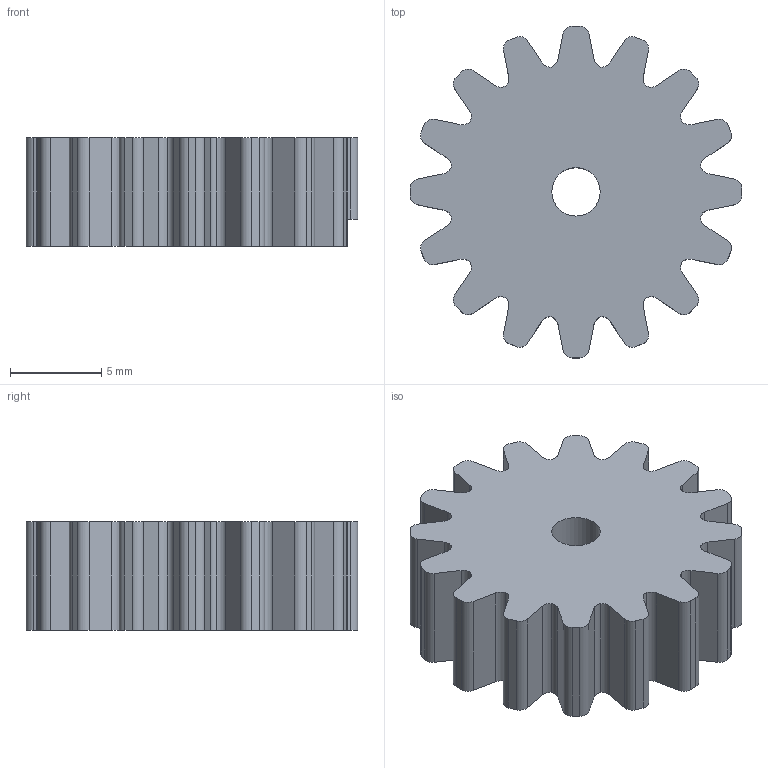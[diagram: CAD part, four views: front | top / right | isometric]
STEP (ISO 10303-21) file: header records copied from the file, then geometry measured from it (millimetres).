
FILE_DESCRIPTION(/* description */ (''),/* implementation_level */ '2;1');
FILE_NAME(/* name */ 'Arm_linear_pinion_gear.step',/* time_stamp */ '2023-03-16T20:11:00+01:00',/* author */ (''),/* organization */ (''),/* preprocessor_version */ 'ST-DEVELOPER v19.2',/* originating_system */ 'Autodesk Translation Framework v11.17.0.187',/* authorisation */ '');
FILE_SCHEMA (('AUTOMOTIVE_DESIGN { 1 0 10303 214 3 1 1 }'));
Length unit declared in the file: millimetre
Products named in the file (1): Arm_linear_pinion_gear
Bounding box: 18.21 x 18.21 x 5.97 mm (x, y, z)
Volume: 1122.7 mm3; surface area: 1041.7 mm2
Topology: 1 solids, 1 shells, 120 faces, 354 edges, 236 vertices
Faces by surface type: cylinder 66, plane 54
Full cylindrical faces by diameter (mm): 2.654 x1, 6.4 x1
Entity records: 4098 total; most frequent: DIRECTION 732, CARTESIAN_POINT 711, ORIENTED_EDGE 708, EDGE_CURVE 354, AXIS2_PLACEMENT_3D 257, VERTEX_POINT 236, LINE 218, VECTOR 218
